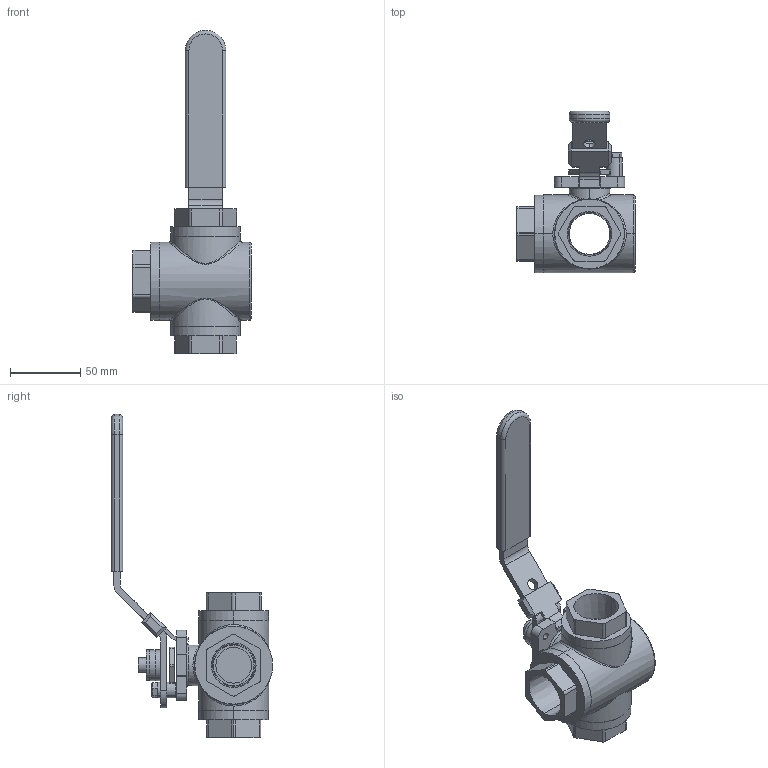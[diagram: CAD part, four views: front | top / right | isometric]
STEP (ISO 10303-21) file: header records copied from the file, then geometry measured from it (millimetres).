
FILE_DESCRIPTION (( 'STEP AP214' ), '1' );
FILE_NAME ('38-TH-0100-XXX.step', '2019-11-20T20:41:37', ( '' ), ( '' ), 'SwSTEP 2.0', 'SolidWorks 2019', '' );
FILE_SCHEMA (( 'AUTOMOTIVE_DESIGN' ));
Length unit declared in the file: inch
Products named in the file (2): 38-TH-0100-XXX
Bounding box: 84.07 x 114.87 x 230.02 mm (x, y, z)
Surface area: 53932.3 mm2 (no closed solid volume)
Topology: 0 solids, 5 shells, 240 faces, 664 edges, 433 vertices
Faces by surface type: plane 115, cylinder 101, torus 8, cone 6, sphere 6, bspline 4
Entity records: 12507 total; most frequent: CARTESIAN_POINT 3093, DIRECTION 1369, ORIENTED_EDGE 1236, EDGE_CURVE 658, AXIS2_PLACEMENT_3D 501, VERTEX_POINT 433, LINE 367, VECTOR 367
